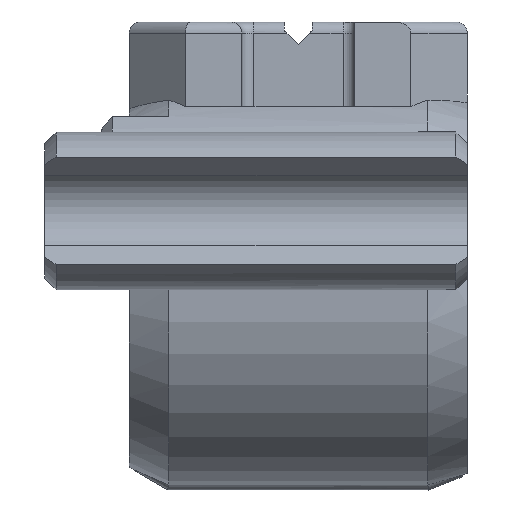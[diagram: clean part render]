
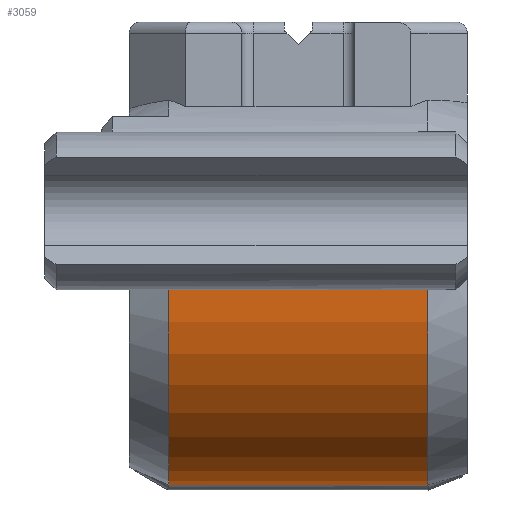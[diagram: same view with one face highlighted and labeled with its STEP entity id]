
A CAD part, left-side view. The second image highlights one B-rep face of the part: STEP entity #3059.
In plain terms, the highlighted cylindrical face has radius 7 mm (diameter 14 mm), a partial arc.
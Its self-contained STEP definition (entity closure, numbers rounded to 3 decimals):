
#180=LINE('',#4642,#391);
#310=LINE('',#5213,#521);
#391=VECTOR('',#3639,10.);
#521=VECTOR('',#4121,10.);
#609=CYLINDRICAL_SURFACE('',#3367,7.);
#755=FACE_OUTER_BOUND('',#940,.T.);
#940=EDGE_LOOP('',(#2553,#2554,#2555,#2556));
#1100=CIRCLE('',#3364,7.);
#1101=CIRCLE('',#3368,7.);
#1288=VERTEX_POINT('',#4634);
#1289=VERTEX_POINT('',#4641);
#1427=VERTEX_POINT('',#5204);
#1428=VERTEX_POINT('',#5211);
#1593=EDGE_CURVE('',#1289,#1288,#180,.T.);
#1830=EDGE_CURVE('',#1428,#1427,#310,.T.);
#1832=EDGE_CURVE('',#1427,#1288,#1100,.T.);
#1835=EDGE_CURVE('',#1289,#1428,#1101,.T.);
#2553=ORIENTED_EDGE('',*,*,#1832,.F.);
#2554=ORIENTED_EDGE('',*,*,#1830,.F.);
#2555=ORIENTED_EDGE('',*,*,#1835,.F.);
#2556=ORIENTED_EDGE('',*,*,#1593,.T.);
#3059=ADVANCED_FACE('',(#755),#609,.T.);
#3364=AXIS2_PLACEMENT_3D('',#5220,#4126,#4127);
#3367=AXIS2_PLACEMENT_3D('',#5228,#4133,#4134);
#3368=AXIS2_PLACEMENT_3D('',#5229,#4135,#4136);
#3639=DIRECTION('',(0.,1.,0.));
#4121=DIRECTION('',(0.,1.,0.));
#4126=DIRECTION('center_axis',(0.,1.,0.));
#4127=DIRECTION('ref_axis',(-0.906,0.,0.423));
#4133=DIRECTION('center_axis',(0.,1.,0.));
#4134=DIRECTION('ref_axis',(0.906,0.,-0.423));
#4135=DIRECTION('center_axis',(0.,-1.,0.));
#4136=DIRECTION('ref_axis',(-0.906,0.,0.423));
#4634=CARTESIAN_POINT('',(-7.,10.6,-0.02));
#4641=CARTESIAN_POINT('',(-7.,1.4,-0.02));
#4642=CARTESIAN_POINT('',(-7.,0.,-0.02));
#5204=CARTESIAN_POINT('',(2.142,10.6,-6.664));
#5211=CARTESIAN_POINT('',(2.142,1.4,-6.664));
#5213=CARTESIAN_POINT('',(2.142,0.,-6.664));
#5220=CARTESIAN_POINT('Origin',(0.,10.6,0.));
#5228=CARTESIAN_POINT('Origin',(0.,0.,0.));
#5229=CARTESIAN_POINT('Origin',(0.,1.4,0.));
